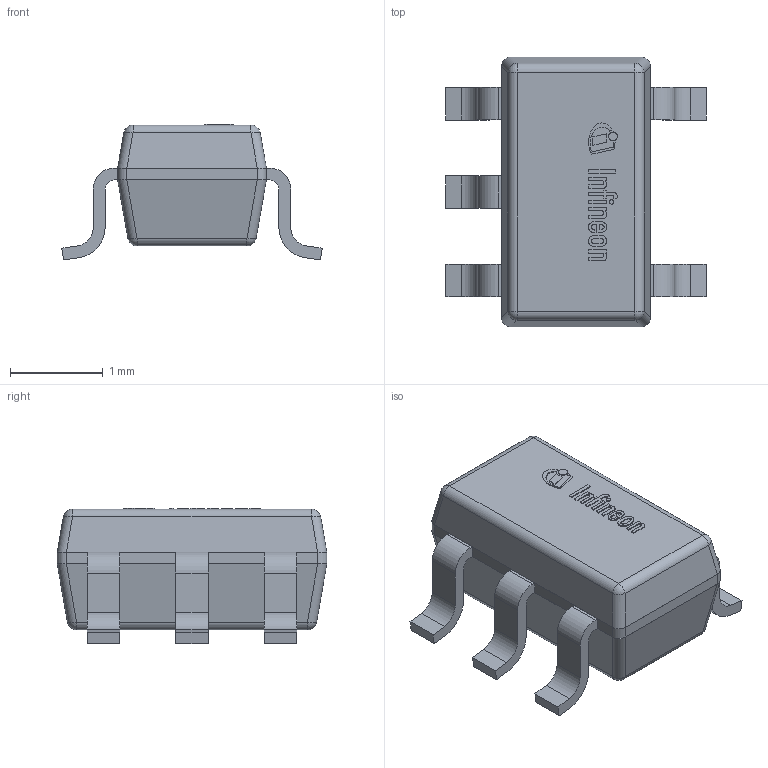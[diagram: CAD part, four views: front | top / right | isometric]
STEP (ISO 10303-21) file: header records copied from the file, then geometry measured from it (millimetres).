
FILE_DESCRIPTION(/* description */ (''),/* implementation_level */ '2;1');
FILE_NAME(/* name */ 'PG-SOT23-5-2_Z8B00181722_V02_3D.stp',/* time_stamp */ '2021-09-07T17:08:45+06:00',/* author */ ('janartha'),/* organization */ (''),/* preprocessor_version */ 'ST-DEVELOPER v16.13',/* originating_system */ 'AutoCAD Mechanical',/* authorisation */ '');
FILE_SCHEMA (('AUTOMOTIVE_DESIGN { 1 0 10303 214 3 1 1 }'));
Length unit declared in the file: millimetre
Products named in the file (1): Product
Bounding box: 2.8 x 2.9 x 1.46 mm (x, y, z)
Volume: 5.7 mm3; surface area: 43.5 mm2
Topology: 20 solids, 20 shells, 229 faces, 543 edges, 354 vertices
Faces by surface type: plane 159, cylinder 44, bspline 18, sphere 8
Full cylindrical faces by diameter (mm): 0.047 x1, 0.096 x1
Entity records: 6721 total; most frequent: CARTESIAN_POINT 1495, ORIENTED_EDGE 1082, DIRECTION 1017, EDGE_CURVE 541, LINE 417, VECTOR 417, VERTEX_POINT 354, AXIS2_PLACEMENT_3D 300
